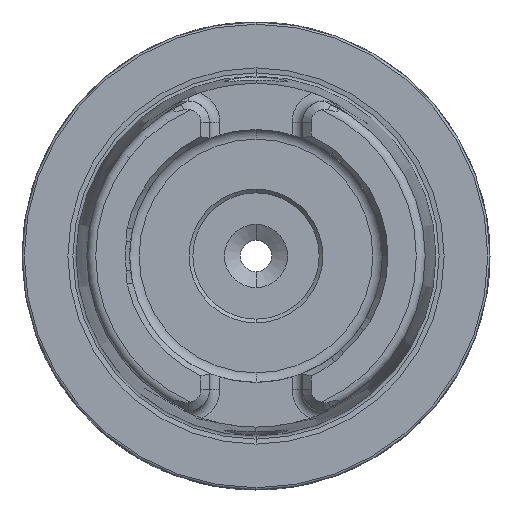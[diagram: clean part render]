
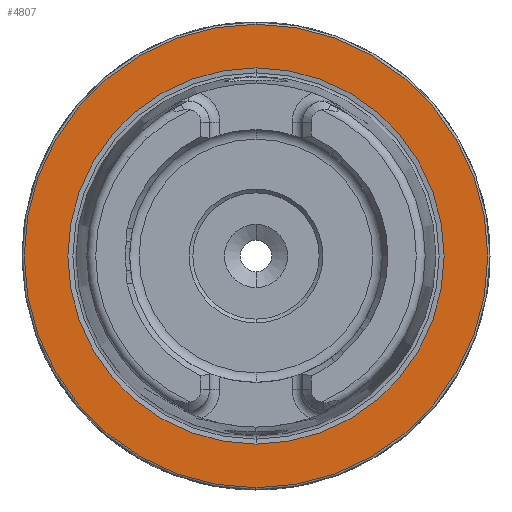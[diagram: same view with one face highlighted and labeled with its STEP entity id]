
A CAD part, left-side view. The second image highlights one B-rep face of the part: STEP entity #4807.
In plain terms, the highlighted planar face has unit normal (-1, 0, 0).
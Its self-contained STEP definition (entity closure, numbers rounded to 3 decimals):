
#909 = AXIS2_PLACEMENT_3D ( 'NONE', #3824, #3825, #3826 ) ;
#1750 = EDGE_CURVE ( 'NONE', #9946, #9947, #8926, .T. ) ;
#2068 = CARTESIAN_POINT ( 'NONE',  ( 0., 0., 0. ) ) ;
#2069 = DIRECTION ( 'NONE',  ( -1., 0., 0. ) ) ;
#2070 = DIRECTION ( 'NONE',  ( 0., 0., 1. ) ) ;
#2282 = FACE_BOUND ( 'NONE', #4026, .T. ) ;
#2611 = ORIENTED_EDGE ( 'NONE', *, *, #7199, .F. ) ;
#2612 = ORIENTED_EDGE ( 'NONE', *, *, #9547, .F. ) ;
#2613 = ORIENTED_EDGE ( 'NONE', *, *, #1750, .T. ) ;
#2614 = ORIENTED_EDGE ( 'NONE', *, *, #7200, .T. ) ;
#3022 = AXIS2_PLACEMENT_3D ( 'NONE', #5996, #6001, #6002 ) ;
#3287 = CARTESIAN_POINT ( 'NONE',  ( 0., 0., 31.2 ) ) ;
#3288 = CARTESIAN_POINT ( 'NONE',  ( 0., 0., -31.2 ) ) ;
#3292 = CARTESIAN_POINT ( 'NONE',  ( 0., 0., -25.324 ) ) ;
#3293 = CARTESIAN_POINT ( 'NONE',  ( 0., 0., 25.324 ) ) ;
#3442 = AXIS2_PLACEMENT_3D ( 'NONE', #2068, #2069, #2070 ) ;
#3824 = CARTESIAN_POINT ( 'NONE',  ( 0., 0., 0. ) ) ;
#3825 = DIRECTION ( 'NONE',  ( -1., 0., 0. ) ) ;
#3826 = DIRECTION ( 'NONE',  ( 0., 0., 1. ) ) ;
#3971 = EDGE_LOOP ( 'NONE', ( #2613, #2614 ) ) ;
#4026 = EDGE_LOOP ( 'NONE', ( #2611, #2612 ) ) ;
#4807 = ADVANCED_FACE ( 'NONE', ( #2282, #9196 ), #5999, .F. ) ;
#5342 = CARTESIAN_POINT ( 'NONE',  ( 0., 0., 0. ) ) ;
#5343 = DIRECTION ( 'NONE',  ( -1., 0., 0. ) ) ;
#5344 = DIRECTION ( 'NONE',  ( 0., 0., 1. ) ) ;
#5345 = CARTESIAN_POINT ( 'NONE',  ( 0., 0., 0. ) ) ;
#5346 = DIRECTION ( 'NONE',  ( -1., 0., 0. ) ) ;
#5347 = DIRECTION ( 'NONE',  ( 0., 0., 1. ) ) ;
#5874 = AXIS2_PLACEMENT_3D ( 'NONE', #5342, #5343, #5344 ) ;
#5875 = AXIS2_PLACEMENT_3D ( 'NONE', #5345, #5346, #5347 ) ;
#5996 = CARTESIAN_POINT ( 'NONE',  ( 0., 31.2, 0. ) ) ;
#5999 = PLANE ( 'NONE',  #3022 ) ;
#6001 = DIRECTION ( 'NONE',  ( 1., 0., 0. ) ) ;
#6002 = DIRECTION ( 'NONE',  ( 0., 0., -1. ) ) ;
#7199 = EDGE_CURVE ( 'NONE', #9952, #9951, #7287, .T. ) ;
#7200 = EDGE_CURVE ( 'NONE', #9947, #9946, #7290, .T. ) ;
#7287 = CIRCLE ( 'NONE', #5874, 25.324 ) ;
#7290 = CIRCLE ( 'NONE', #5875, 31.2 ) ;
#7575 = CIRCLE ( 'NONE', #3442, 25.324 ) ;
#8926 = CIRCLE ( 'NONE', #909, 31.2 ) ;
#9196 = FACE_OUTER_BOUND ( 'NONE', #3971, .T. ) ;
#9547 = EDGE_CURVE ( 'NONE', #9951, #9952, #7575, .T. ) ;
#9946 = VERTEX_POINT ( 'NONE', #3287 ) ;
#9947 = VERTEX_POINT ( 'NONE', #3288 ) ;
#9951 = VERTEX_POINT ( 'NONE', #3292 ) ;
#9952 = VERTEX_POINT ( 'NONE', #3293 ) ;
